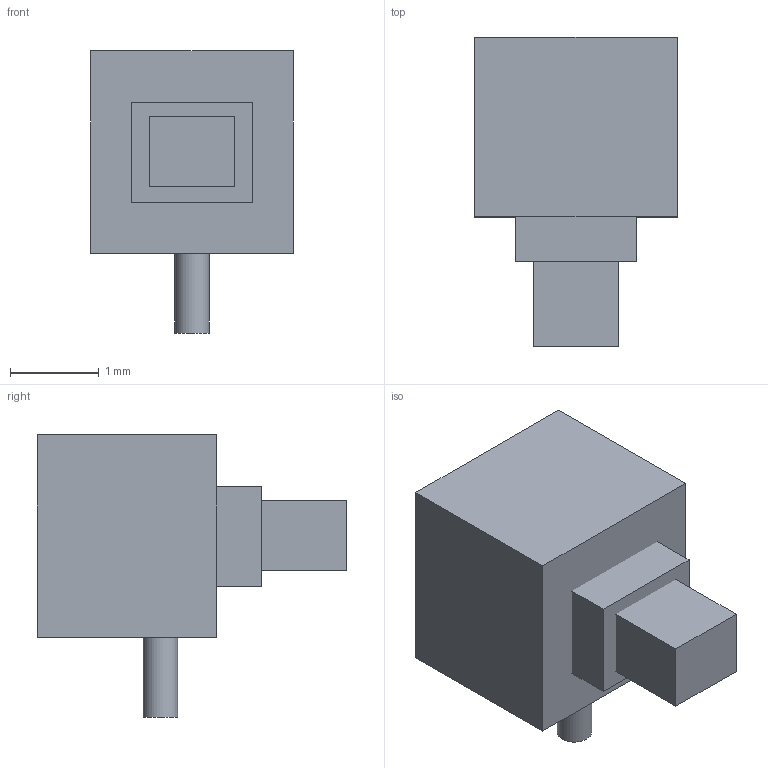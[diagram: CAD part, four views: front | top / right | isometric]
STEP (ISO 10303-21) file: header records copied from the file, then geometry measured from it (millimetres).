
FILE_DESCRIPTION(('FreeCAD Model'),'2;1');
FILE_NAME('Open CASCADE Shape Model','2023-11-23T13:42:27',(''),(''), 'Open CASCADE STEP processor 7.6','FreeCAD','Unknown');
FILE_SCHEMA(('AUTOMOTIVE_DESIGN { 1 0 10303 214 1 1 1 1 }'));
Length unit declared in the file: millimetre
Products named in the file (5): Part; Body001; Body; Body002; Body003
Assembly tree (4 placements, depth 2):
  Part
    Body001
    Body
    Body002
    Body003
Bounding box: 2.28 x 3.49 x 3.18 mm (x, y, z)
Volume: 12.7 mm3; surface area: 43.2 mm2
Topology: 4 solids, 4 shells, 21 faces, 39 edges, 26 vertices
Faces by surface type: plane 20, cylinder 1
Full cylindrical faces by diameter (mm): 0.39 x1
Entity records: 634 total; most frequent: DIRECTION 93, CARTESIAN_POINT 91, ORIENTED_EDGE 78, EDGE_CURVE 39, LINE 37, VECTOR 37, AXIS2_PLACEMENT_3D 28, VERTEX_POINT 26
